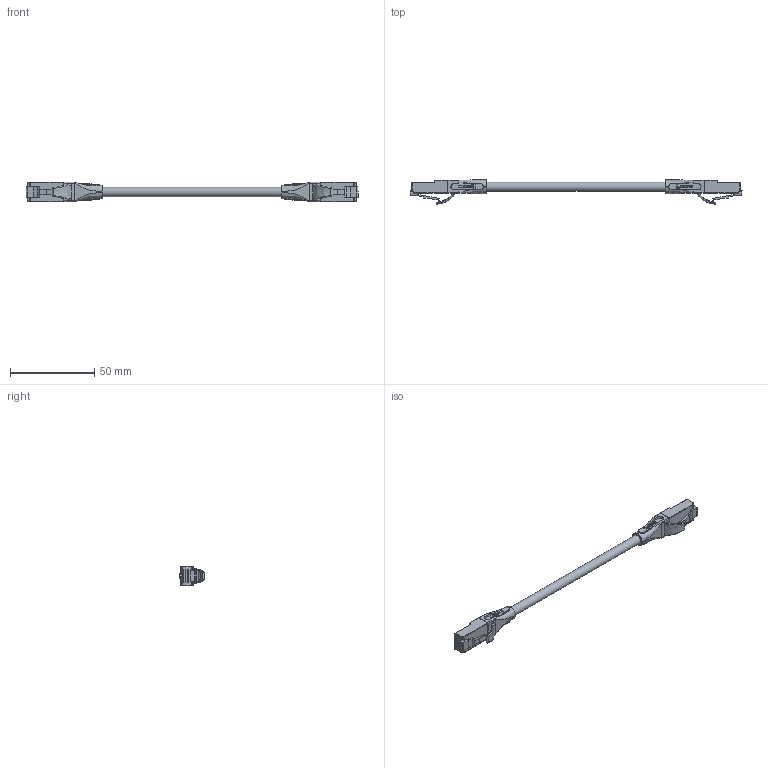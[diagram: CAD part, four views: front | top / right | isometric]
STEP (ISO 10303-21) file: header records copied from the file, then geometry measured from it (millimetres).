
FILE_DESCRIPTION (( 'STEP AP214' ), '1' );
FILE_NAME ('TRD815.STEP', '2018-04-03T20:48:21', ( '' ), ( '' ), 'SwSTEP 2.0', 'SolidWorks 2017', '' );
FILE_SCHEMA (( 'AUTOMOTIVE_DESIGN' ));
Length unit declared in the file: inch
Products named in the file (6): 3AB02-012; 3AB02-013-MA2; 3AB02-013-MA1_no aligning hole; MTN-143_NEW LOGO; 3AC03-019_6" long; TRD815
Assembly tree (14 placements, depth 3):
  TRD815
    3AC03-019_6" long
    MTN-143_NEW LOGO  x2
    3AB02-012  x2
      3AB02-013-MA1_no aligning hole
      3AB02-013-MA2
Bounding box: 197.36 x 14.38 x 11.68 mm (x, y, z)
Volume: 8998.8 mm3; surface area: 9735.2 mm2
Topology: 23 solids, 23 shells, 1107 faces, 3077 edges, 2002 vertices
Faces by surface type: plane 758, cylinder 187, bspline 142, sphere 16, torus 4
Full cylindrical faces by diameter (mm): 5.08 x2, 5.588 x1
Entity records: 16900 total; most frequent: CARTESIAN_POINT 5675, ORIENTED_EDGE 2044, DIRECTION 1609, EDGE_CURVE 1022, LINE 749, VECTOR 749, VERTEX_POINT 666, AXIS2_PLACEMENT_3D 430
